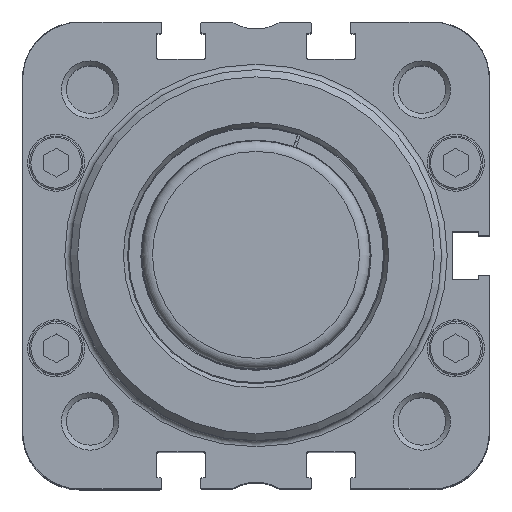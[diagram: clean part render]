
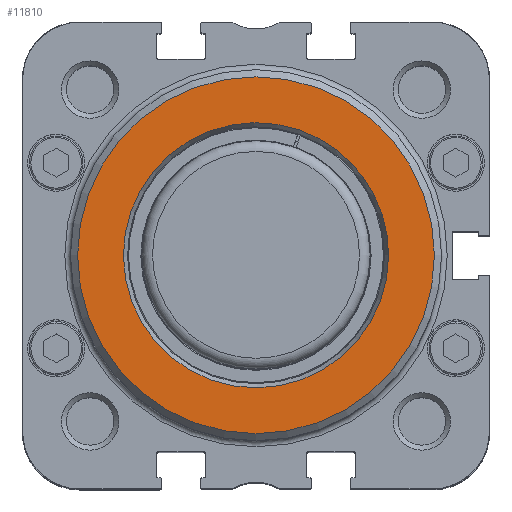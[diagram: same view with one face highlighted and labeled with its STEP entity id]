
A CAD part, top view. The second image highlights one B-rep face of the part: STEP entity #11810.
In plain terms, the highlighted planar face has unit normal (0, 0, 1).
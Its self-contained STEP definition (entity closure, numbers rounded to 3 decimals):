
#11779=CARTESIAN_POINT('',(18.577,0.,99.3));
#11780=VERTEX_POINT('',#11779);
#11781=CARTESIAN_POINT('',(0.,0.,99.3));
#11782=DIRECTION('',(0.0,0.0,1.0));
#11783=DIRECTION('',(-1.0,0.0,0.0));
#11784=AXIS2_PLACEMENT_3D('',#11781,#11782,#11783);
#11785=CIRCLE('',#11784,18.577);
#11786=EDGE_CURVE('',#11780,#11780,#11785,.T.);
#11791=CARTESIAN_POINT('',(0.,0.,99.3));
#11792=DIRECTION('',(0.0,0.0,-1.0));
#11793=DIRECTION('',(-1.0,0.0,0.0));
#11794=AXIS2_PLACEMENT_3D('',#11791,#11792,#11793);
#11795=PLANE('',#11794);
#11796=CARTESIAN_POINT('',(-25.0,0.,99.3));
#11797=VERTEX_POINT('',#11796);
#11798=CARTESIAN_POINT('',(0.,0.,99.3));
#11799=DIRECTION('',(0.0,0.0,-1.0));
#11800=DIRECTION('',(1.0,0.0,0.0));
#11801=AXIS2_PLACEMENT_3D('',#11798,#11799,#11800);
#11802=CIRCLE('',#11801,25.0);
#11803=EDGE_CURVE('',#11797,#11797,#11802,.T.);
#11804=ORIENTED_EDGE('',*,*,#11803,.F.);
#11805=EDGE_LOOP('',(#11804));
#11806=FACE_OUTER_BOUND('',#11805,.T.);
#11807=ORIENTED_EDGE('',*,*,#11786,.F.);
#11808=EDGE_LOOP('',(#11807));
#11809=FACE_BOUND('',#11808,.T.);
#11810=ADVANCED_FACE('',(#11806,#11809),#11795,.F.);
